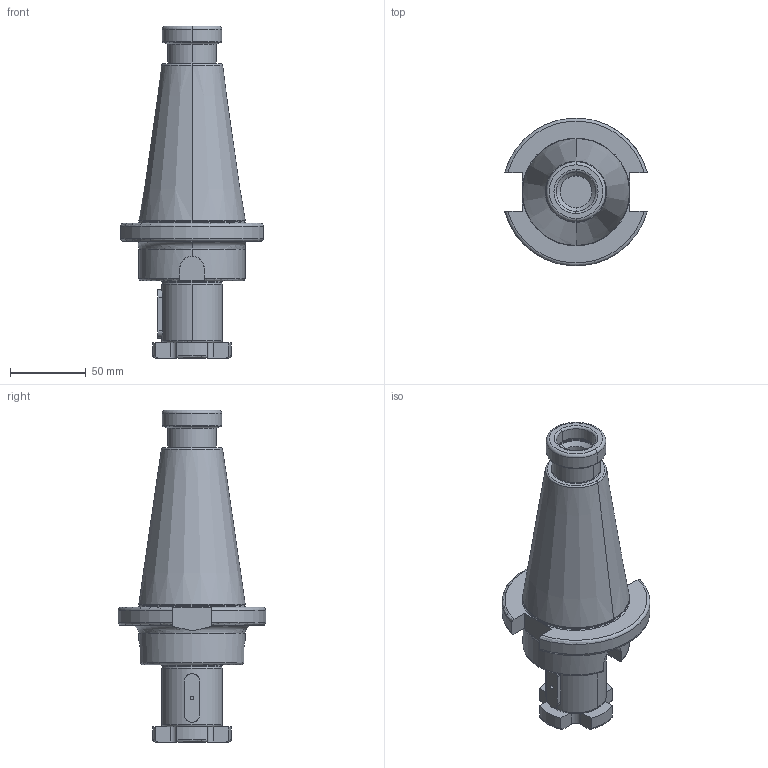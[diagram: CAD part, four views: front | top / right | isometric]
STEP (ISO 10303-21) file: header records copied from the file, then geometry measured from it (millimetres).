
FILE_DESCRIPTION((''),'2;1');
FILE_NAME('501_10_40','2020-09-11T',('103090'),(''),'CREO PARAMETRIC BY PTC INC, 2016260','CREO PARAMETRIC BY PTC INC, 2016260','');
FILE_SCHEMA(('CONFIG_CONTROL_DESIGN'));
Length unit declared in the file: millimetre
Products named in the file (1): 501_10_40
Bounding box: 94.05 x 97.13 x 218.8 mm (x, y, z)
Volume: 486260.6 mm3; surface area: 59566.6 mm2
Topology: 1 solids, 2 shells, 137 faces, 325 edges, 197 vertices
Faces by surface type: plane 49, torus 38, cylinder 38, cone 12
Entity records: 4295 total; most frequent: CARTESIAN_POINT 1046, DIRECTION 720, ORIENTED_EDGE 650, EDGE_CURVE 325, AXIS2_PLACEMENT_3D 294, VERTEX_POINT 197, CIRCLE 154, EDGE_LOOP 142
